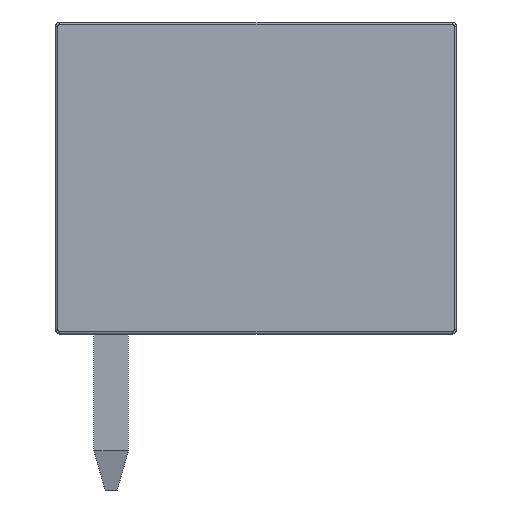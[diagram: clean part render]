
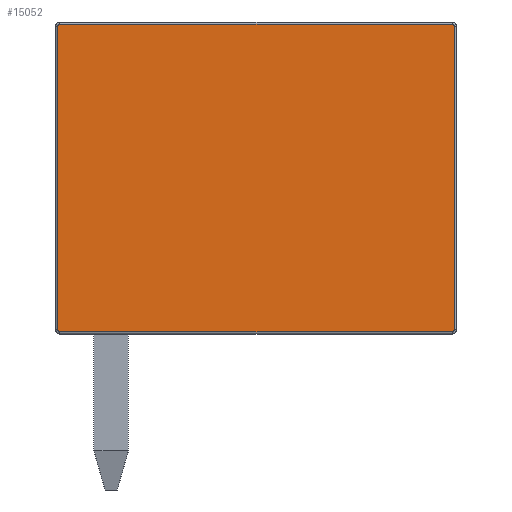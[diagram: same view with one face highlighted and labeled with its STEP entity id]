
A CAD part, left-side view. The second image highlights one B-rep face of the part: STEP entity #15052.
In plain terms, the highlighted planar face has unit normal (-1, 0, 0).
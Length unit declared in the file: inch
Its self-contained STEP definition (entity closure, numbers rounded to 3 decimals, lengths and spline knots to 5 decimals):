
#424=PLANE('',#16131);
#716=LINE('',#29924,#1741);
#717=LINE('',#29940,#1742);
#718=LINE('',#29959,#1743);
#720=LINE('',#29976,#1745);
#1741=VECTOR('',#18219,0.3937);
#1742=VECTOR('',#18228,0.3937);
#1743=VECTOR('',#18239,0.3937);
#1745=VECTOR('',#18249,0.3937);
#3246=FACE_OUTER_BOUND('',#4287,.T.);
#4287=EDGE_LOOP('',(#10639,#10640,#10641,#10642,#10643,#10644,#10645,#10646));
#5348=CIRCLE('',#16115,0.00197);
#5351=CIRCLE('',#16119,0.00197);
#5354=CIRCLE('',#16123,0.00197);
#5358=CIRCLE('',#16128,0.00197);
#6774=VERTEX_POINT('',#29916);
#6775=VERTEX_POINT('',#29918);
#6776=VERTEX_POINT('',#29922);
#6777=VERTEX_POINT('',#29934);
#6778=VERTEX_POINT('',#29938);
#6780=VERTEX_POINT('',#29951);
#6782=VERTEX_POINT('',#29957);
#6784=VERTEX_POINT('',#29971);
#8178=EDGE_CURVE('',#6775,#6774,#5348,.T.);
#8180=EDGE_CURVE('',#6776,#6775,#716,.T.);
#8182=EDGE_CURVE('',#6777,#6776,#5351,.T.);
#8184=EDGE_CURVE('',#6778,#6777,#717,.T.);
#8186=EDGE_CURVE('',#6780,#6778,#5354,.T.);
#8189=EDGE_CURVE('',#6782,#6780,#718,.T.);
#8192=EDGE_CURVE('',#6784,#6782,#5358,.T.);
#8194=EDGE_CURVE('',#6774,#6784,#720,.T.);
#10639=ORIENTED_EDGE('',*,*,#8178,.F.);
#10640=ORIENTED_EDGE('',*,*,#8180,.F.);
#10641=ORIENTED_EDGE('',*,*,#8182,.F.);
#10642=ORIENTED_EDGE('',*,*,#8184,.F.);
#10643=ORIENTED_EDGE('',*,*,#8186,.F.);
#10644=ORIENTED_EDGE('',*,*,#8189,.F.);
#10645=ORIENTED_EDGE('',*,*,#8192,.F.);
#10646=ORIENTED_EDGE('',*,*,#8194,.F.);
#15052=ADVANCED_FACE('',(#3246),#424,.F.);
#16115=AXIS2_PLACEMENT_3D('',#29920,#18213,#18214);
#16119=AXIS2_PLACEMENT_3D('',#29936,#18222,#18223);
#16123=AXIS2_PLACEMENT_3D('',#29953,#18231,#18232);
#16128=AXIS2_PLACEMENT_3D('',#29973,#18243,#18244);
#16131=AXIS2_PLACEMENT_3D('',#29978,#18251,#18252);
#18213=DIRECTION('center_axis',(1.,0.,0.));
#18214=DIRECTION('ref_axis',(0.,-0.707,0.707));
#18219=DIRECTION('',(0.,-1.,0.));
#18222=DIRECTION('center_axis',(1.,0.,0.));
#18223=DIRECTION('ref_axis',(0.,0.707,0.707));
#18228=DIRECTION('',(0.,0.,1.));
#18231=DIRECTION('center_axis',(1.,0.,0.));
#18232=DIRECTION('ref_axis',(0.,0.707,-0.707));
#18239=DIRECTION('',(0.,1.,0.));
#18243=DIRECTION('center_axis',(1.,0.,0.));
#18244=DIRECTION('ref_axis',(0.,-0.707,-0.707));
#18249=DIRECTION('',(0.,0.,-1.));
#18251=DIRECTION('center_axis',(1.,0.,0.));
#18252=DIRECTION('ref_axis',(0.,0.,-1.));
#29916=CARTESIAN_POINT('',(-0.511,-0.30803,0.27606));
#29918=CARTESIAN_POINT('',(-0.511,-0.30606,0.27803));
#29920=CARTESIAN_POINT('Origin',(-0.511,-0.30606,0.27606));
#29922=CARTESIAN_POINT('',(-0.511,0.04606,0.27803));
#29924=CARTESIAN_POINT('',(-0.511,-0.31,0.27803));
#29934=CARTESIAN_POINT('',(-0.511,0.04803,0.27606));
#29936=CARTESIAN_POINT('Origin',(-0.511,0.04606,0.27606));
#29938=CARTESIAN_POINT('',(-0.511,0.04803,0.00394));
#29940=CARTESIAN_POINT('',(-0.511,0.04803,0.15253));
#29951=CARTESIAN_POINT('',(-0.511,0.04606,0.00197));
#29953=CARTESIAN_POINT('Origin',(-0.511,0.04606,0.00394));
#29957=CARTESIAN_POINT('',(-0.511,-0.30606,0.00197));
#29959=CARTESIAN_POINT('',(-0.511,-0.31,0.00197));
#29971=CARTESIAN_POINT('',(-0.511,-0.30803,0.00394));
#29973=CARTESIAN_POINT('Origin',(-0.511,-0.30606,0.00394));
#29976=CARTESIAN_POINT('',(-0.511,-0.30803,0.15253));
#29978=CARTESIAN_POINT('Origin',(-0.511,-0.31,0.30505));
